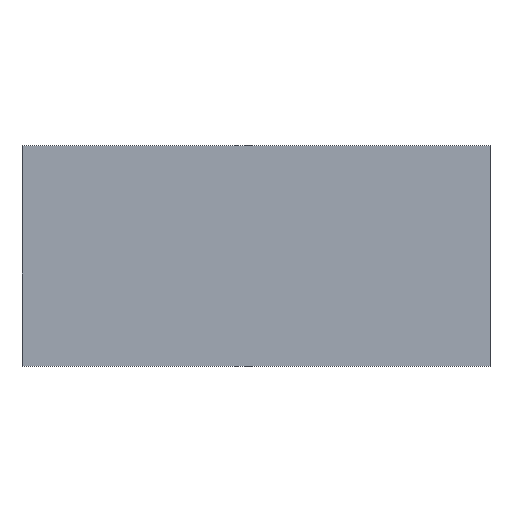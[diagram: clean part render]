
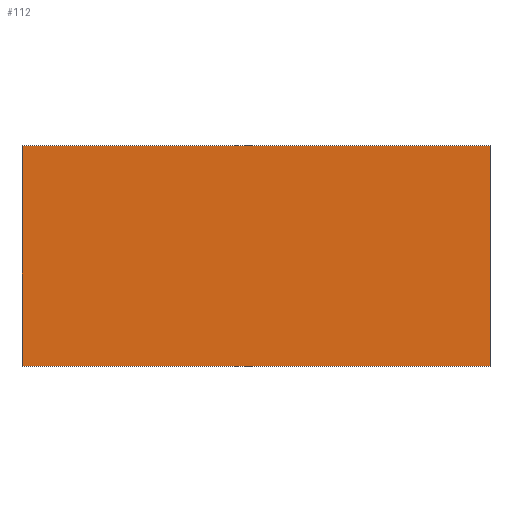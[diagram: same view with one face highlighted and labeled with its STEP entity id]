
A CAD part, top view. The second image highlights one B-rep face of the part: STEP entity #112.
In plain terms, the highlighted planar face has unit normal (0, 0, 1).
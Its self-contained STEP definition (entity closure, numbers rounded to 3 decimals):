
#76=AXIS2_PLACEMENT_3D('Plane Axis2P3D',#73,#74,#75) ;
#73=CARTESIAN_POINT('Axis2P3D Location',(8.5,4.,2.585)) ;
#78=CARTESIAN_POINT('Line Origine',(17.,4.,2.585)) ;
#82=CARTESIAN_POINT('Vertex',(17.,0.,2.585)) ;
#84=CARTESIAN_POINT('Vertex',(17.,8.,2.585)) ;
#87=CARTESIAN_POINT('Line Origine',(8.5,8.,2.585)) ;
#91=CARTESIAN_POINT('Vertex',(0.,8.,2.585)) ;
#94=CARTESIAN_POINT('Line Origine',(0.,4.,2.585)) ;
#98=CARTESIAN_POINT('Vertex',(0.,0.,2.585)) ;
#101=CARTESIAN_POINT('Line Origine',(8.5,0.,2.585)) ;
#74=DIRECTION('Axis2P3D Direction',(0.,0.,1.)) ;
#75=DIRECTION('Axis2P3D XDirection',(-1.,0.,0.)) ;
#79=DIRECTION('Vector Direction',(0.,1.,0.)) ;
#88=DIRECTION('Vector Direction',(1.,0.,0.)) ;
#95=DIRECTION('Vector Direction',(0.,-1.,0.)) ;
#102=DIRECTION('Vector Direction',(-1.,0.,0.)) ;
#80=VECTOR('Line Direction',#79,1.) ;
#89=VECTOR('Line Direction',#88,1.) ;
#96=VECTOR('Line Direction',#95,1.) ;
#103=VECTOR('Line Direction',#102,1.) ;
#107=ORIENTED_EDGE('',*,*,#86,.T.) ;
#108=ORIENTED_EDGE('',*,*,#93,.T.) ;
#109=ORIENTED_EDGE('',*,*,#100,.T.) ;
#110=ORIENTED_EDGE('',*,*,#105,.T.) ;
#112=ADVANCED_FACE('S3D gedreht',(#111),#77,.T.) ;
#86=EDGE_CURVE('',#83,#85,#81,.T.) ;
#93=EDGE_CURVE('',#85,#92,#90,.F.) ;
#100=EDGE_CURVE('',#92,#99,#97,.T.) ;
#105=EDGE_CURVE('',#99,#83,#104,.F.) ;
#106=EDGE_LOOP('',(#107,#108,#109,#110)) ;
#111=FACE_OUTER_BOUND('',#106,.T.) ;
#81=LINE('Line',#78,#80) ;
#90=LINE('Line',#87,#89) ;
#97=LINE('Line',#94,#96) ;
#104=LINE('Line',#101,#103) ;
#77=PLANE('',#76) ;
#83=VERTEX_POINT('',#82) ;
#85=VERTEX_POINT('',#84) ;
#92=VERTEX_POINT('',#91) ;
#99=VERTEX_POINT('',#98) ;
